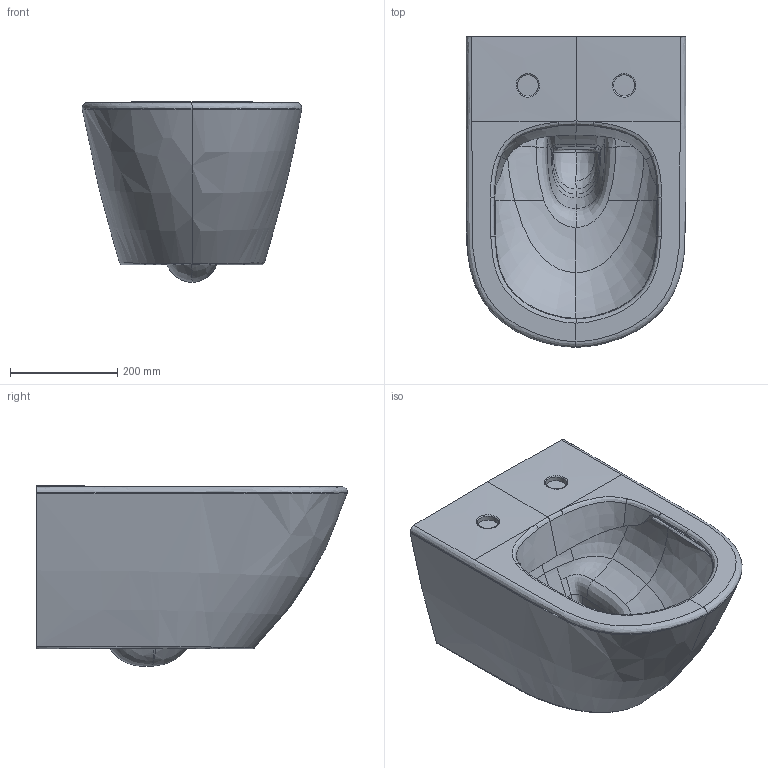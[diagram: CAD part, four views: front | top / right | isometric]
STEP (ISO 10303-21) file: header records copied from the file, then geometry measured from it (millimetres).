
FILE_DESCRIPTION(/* description */ (''),/* implementation_level */ '2;1');
FILE_NAME(/* name */ '4642R0_Vivia_WWC-XL.stp',/* time_stamp */ '2019-01-18T07:57:04+01:00',/* author */ (''),/* organization */ (''),/* preprocessor_version */ 'ST-DEVELOPER v16',/* originating_system */ 'SIEMENS PLM Software NX 10.0',/* authorisation */ '');
FILE_SCHEMA (('AUTOMOTIVE_DESIGN { 1 0 10303 214 3 1 1 1 }'));
Products named in the file (1): math20E409CFijdp
Bounding box: 410.04 x 580 x 337.84 mm (x, y, z)
Volume: 34344628.1 mm3; surface area: 1048870.1 mm2
Topology: 1 solids, 1 shells, 127 faces, 366 edges, 242 vertices
Faces by surface type: bspline 118, plane 7, cylinder 2
Full cylindrical faces by diameter (mm): 39.8 x2
Entity records: 33886 total; most frequent: CARTESIAN_POINT 31644, ORIENTED_EDGE 712, EDGE_CURVE 356, B_SPLINE_CURVE_WITH_KNOTS 326, VERTEX_POINT 238, EDGE_LOOP 134, ADVANCED_FACE 127, FACE_OUTER_BOUND 120
